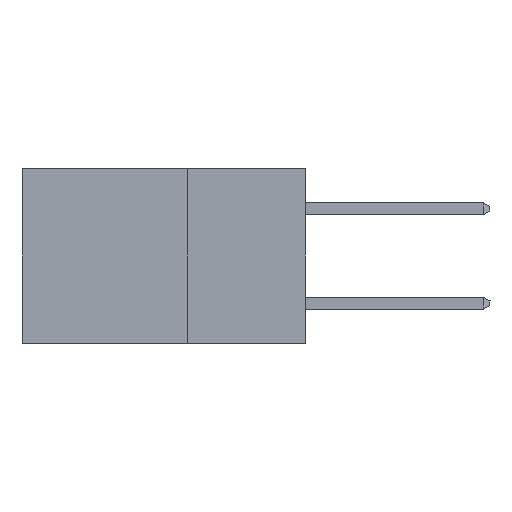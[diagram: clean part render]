
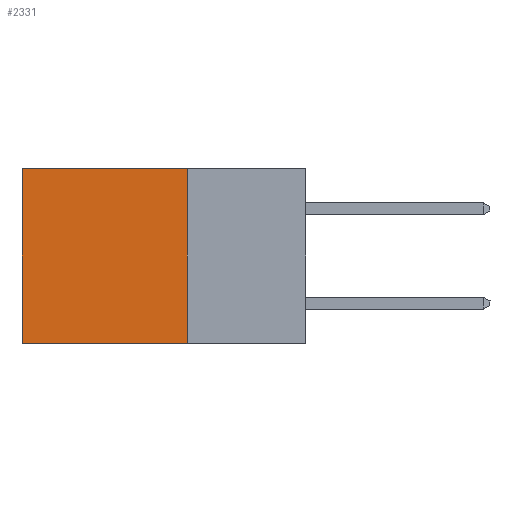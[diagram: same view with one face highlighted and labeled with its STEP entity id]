
A CAD part, left-side view. The second image highlights one B-rep face of the part: STEP entity #2331.
In plain terms, the highlighted planar face has unit normal (-1, 0, 0).
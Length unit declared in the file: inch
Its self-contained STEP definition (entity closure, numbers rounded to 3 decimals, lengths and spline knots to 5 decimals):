
#1102 = DIRECTION ( 'NONE',  ( 0., 0., -1. ) ) ;
#1117 = EDGE_LOOP ( 'NONE', ( #12448, #8245, #8031, #9905 ) ) ;
#1410 = CARTESIAN_POINT ( 'NONE',  ( 0.298, 0.25, 0. ) ) ;
#2112 = CARTESIAN_POINT ( 'NONE',  ( 0.298, 0.25, 0. ) ) ;
#2331 = ADVANCED_FACE ( 'NONE', ( #2928 ), #5941, .F. ) ;
#2701 = DIRECTION ( 'NONE',  ( 1., 0., 0. ) ) ;
#2782 = VECTOR ( 'NONE', #13665, 39.37008 ) ;
#2928 = FACE_OUTER_BOUND ( 'NONE', #1117, .T. ) ;
#3259 = VECTOR ( 'NONE', #9873, 39.37008 ) ;
#3792 = CARTESIAN_POINT ( 'NONE',  ( 0.298, 0.25, 0. ) ) ;
#4124 = AXIS2_PLACEMENT_3D ( 'NONE', #3792, #2701, #11594 ) ;
#5739 = CARTESIAN_POINT ( 'NONE',  ( 0.298, 0.25, -0.37 ) ) ;
#5941 = PLANE ( 'NONE',  #4124 ) ;
#7824 = VERTEX_POINT ( 'NONE', #13565 ) ;
#8031 = ORIENTED_EDGE ( 'NONE', *, *, #12100, .F. ) ;
#8078 = LINE ( 'NONE', #8865, #13329 ) ;
#8147 = EDGE_CURVE ( 'NONE', #9362, #13628, #9131, .T. ) ;
#8245 = ORIENTED_EDGE ( 'NONE', *, *, #8147, .F. ) ;
#8865 = CARTESIAN_POINT ( 'NONE',  ( 0.298, 0.6, 0. ) ) ;
#9131 = LINE ( 'NONE', #9312, #13530 ) ;
#9312 = CARTESIAN_POINT ( 'NONE',  ( 0.298, 0.25, -0.37 ) ) ;
#9332 = LINE ( 'NONE', #2112, #3259 ) ;
#9358 = DIRECTION ( 'NONE',  ( 0., 1., 0. ) ) ;
#9362 = VERTEX_POINT ( 'NONE', #5739 ) ;
#9585 = EDGE_CURVE ( 'NONE', #10607, #7824, #9332, .T. ) ;
#9781 = CARTESIAN_POINT ( 'NONE',  ( 0.298, 0.25, 0. ) ) ;
#9873 = DIRECTION ( 'NONE',  ( 0., 1., 0. ) ) ;
#9905 = ORIENTED_EDGE ( 'NONE', *, *, #9585, .T. ) ;
#10161 = CARTESIAN_POINT ( 'NONE',  ( 0.298, 0.6, -0.37 ) ) ;
#10607 = VERTEX_POINT ( 'NONE', #9781 ) ;
#11594 = DIRECTION ( 'NONE',  ( 0., 0., -1. ) ) ;
#11987 = LINE ( 'NONE', #1410, #2782 ) ;
#12100 = EDGE_CURVE ( 'NONE', #10607, #9362, #11987, .T. ) ;
#12448 = ORIENTED_EDGE ( 'NONE', *, *, #14145, .T. ) ;
#13329 = VECTOR ( 'NONE', #1102, 39.37008 ) ;
#13530 = VECTOR ( 'NONE', #9358, 39.37008 ) ;
#13565 = CARTESIAN_POINT ( 'NONE',  ( 0.298, 0.6, 0. ) ) ;
#13628 = VERTEX_POINT ( 'NONE', #10161 ) ;
#13665 = DIRECTION ( 'NONE',  ( 0., 0., -1. ) ) ;
#14145 = EDGE_CURVE ( 'NONE', #7824, #13628, #8078, .T. ) ;
